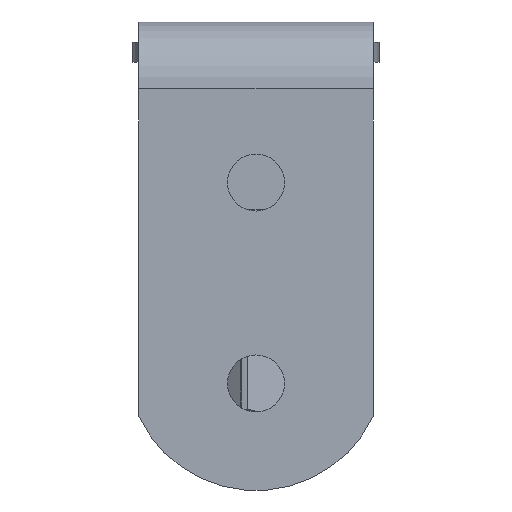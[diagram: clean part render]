
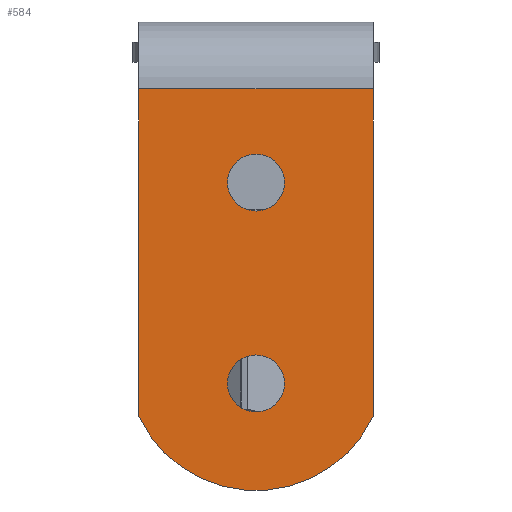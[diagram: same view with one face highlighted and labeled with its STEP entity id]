
A CAD part, front view. The second image highlights one B-rep face of the part: STEP entity #584.
In plain terms, the highlighted planar face has unit normal (0, -1, 0).
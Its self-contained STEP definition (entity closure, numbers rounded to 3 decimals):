
#203=LINE('',#3376,#347);
#209=LINE('',#3391,#353);
#210=LINE('',#3400,#354);
#347=VECTOR('',#2673,1.);
#353=VECTOR('',#2685,1.);
#354=VECTOR('',#2696,1.);
#530=PLANE('',#2378);
#584=ADVANCED_FACE('',(#787,#788,#789),#530,.T.);
#787=FACE_BOUND('',#855,.T.);
#788=FACE_BOUND('',#856,.T.);
#789=FACE_BOUND('',#857,.T.);
#855=EDGE_LOOP('',(#1047));
#856=EDGE_LOOP('',(#1048));
#857=EDGE_LOOP('',(#1049,#1050,#1051,#1052));
#1047=ORIENTED_EDGE('',*,*,#1912,.T.);
#1048=ORIENTED_EDGE('',*,*,#1913,.T.);
#1049=ORIENTED_EDGE('',*,*,#1914,.T.);
#1050=ORIENTED_EDGE('',*,*,#1902,.T.);
#1051=ORIENTED_EDGE('',*,*,#1915,.T.);
#1052=ORIENTED_EDGE('',*,*,#1910,.F.);
#1681=VERTEX_POINT('',#3375);
#1682=VERTEX_POINT('',#3377);
#1687=VERTEX_POINT('',#3390);
#1688=VERTEX_POINT('',#3392);
#1689=VERTEX_POINT('',#3396);
#1690=VERTEX_POINT('',#3398);
#1902=EDGE_CURVE('',#1682,#1681,#203,.T.);
#1910=EDGE_CURVE('',#1687,#1688,#209,.T.);
#1912=EDGE_CURVE('',#1689,#1689,#2225,.T.);
#1913=EDGE_CURVE('',#1690,#1690,#2226,.T.);
#1914=EDGE_CURVE('',#1687,#1682,#2227,.T.);
#1915=EDGE_CURVE('',#1681,#1688,#210,.T.);
#2225=CIRCLE('',#2375,4.25);
#2226=CIRCLE('',#2376,4.25);
#2227=CIRCLE('',#2377,19.4);
#2375=AXIS2_PLACEMENT_3D('',#3395,#2690,#2691);
#2376=AXIS2_PLACEMENT_3D('',#3397,#2692,#2693);
#2377=AXIS2_PLACEMENT_3D('',#3399,#2694,#2695);
#2378=AXIS2_PLACEMENT_3D('',#3401,#2697,#2698);
#2673=DIRECTION('',(0.,0.,1.));
#2685=DIRECTION('',(0.,0.,1.));
#2690=DIRECTION('',(0.,1.,0.));
#2691=DIRECTION('',(0.,0.,-1.));
#2692=DIRECTION('',(0.,1.,0.));
#2693=DIRECTION('',(0.,0.,-1.));
#2694=DIRECTION('',(0.,-1.,0.));
#2695=DIRECTION('',(0.,0.,-1.));
#2696=DIRECTION('',(-1.,0.,0.));
#2697=DIRECTION('',(0.,-1.,0.));
#2698=DIRECTION('',(0.,0.,-1.));
#3375=CARTESIAN_POINT('',(17.5,-3.,-7.));
#3376=CARTESIAN_POINT('',(17.5,-3.,-67.));
#3377=CARTESIAN_POINT('',(17.5,-3.,-55.973));
#3390=CARTESIAN_POINT('',(-17.5,-3.,-55.973));
#3391=CARTESIAN_POINT('',(-17.5,-3.,-67.));
#3392=CARTESIAN_POINT('',(-17.5,-3.,-7.));
#3395=CARTESIAN_POINT('',(0.,-3.,-21.));
#3396=CARTESIAN_POINT('',(0.,-3.,-25.25));
#3397=CARTESIAN_POINT('',(0.,-3.,-51.));
#3398=CARTESIAN_POINT('',(0.,-3.,-55.25));
#3399=CARTESIAN_POINT('',(0.,-3.,-47.6));
#3400=CARTESIAN_POINT('',(17.5,-3.,-7.));
#3401=CARTESIAN_POINT('',(17.5,-3.,-67.));
